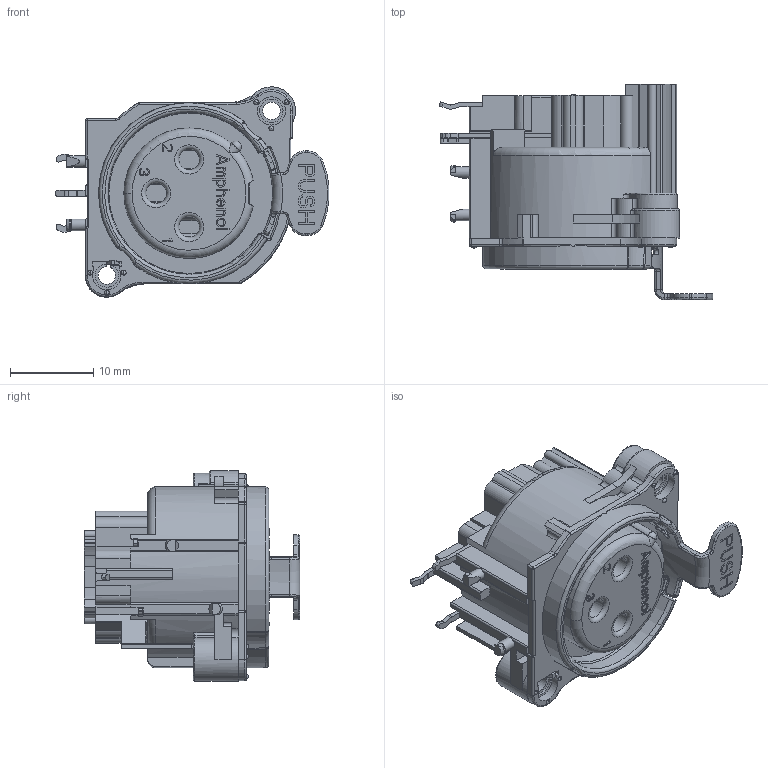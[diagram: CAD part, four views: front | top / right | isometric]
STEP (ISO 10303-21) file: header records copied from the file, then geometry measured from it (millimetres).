
FILE_DESCRIPTION(/* description */ (''),/* implementation_level */ '2;1');
FILE_NAME(/* name */ 'AC3FBH1-AU-PRE.stp',/* time_stamp */ '2025-07-08T19:43:11+10:00',/* author */ ('minh'),/* organization */ (''),/* preprocessor_version */ 'ST-DEVELOPER v19.2',/* originating_system */ 'Autodesk Inventor 2023',/* authorisation */ '');
FILE_SCHEMA (('AUTOMOTIVE_DESIGN { 1 0 10303 214 3 1 1 }'));
Length unit declared in the file: inch
Products named in the file (1): AC3FBH1-AU-PRE simplified
Bounding box: 32.95 x 25.9 x 25.3 mm (x, y, z)
Volume: 7027 mm3; surface area: 4675.9 mm2
Topology: 1 solids, 5 shells, 1283 faces, 3565 edges, 2316 vertices
Faces by surface type: plane 904, cylinder 266, torus 53, bspline 37, sphere 12, cone 11
Full cylindrical faces by diameter (mm): 1.15 x2, 1.2 x1, 1.4 x2, 2.1 x1, 2.5 x3, 2.8 x2, 3.4 x1
Entity records: 45118 total; most frequent: CARTESIAN_POINT 10586, ORIENTED_EDGE 7130, DIRECTION 6735, EDGE_CURVE 3565, LINE 2601, VECTOR 2601, VERTEX_POINT 2316, AXIS2_PLACEMENT_3D 2067
